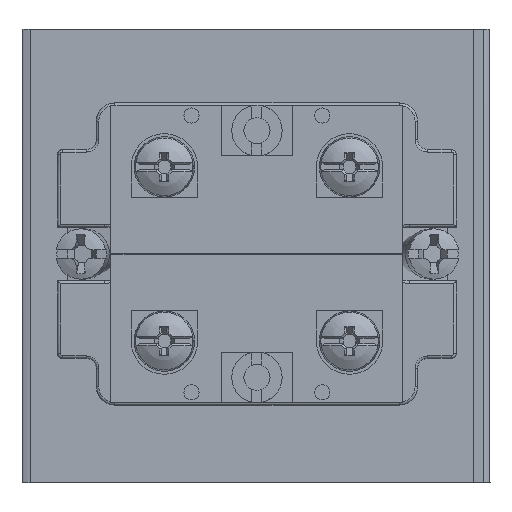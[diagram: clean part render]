
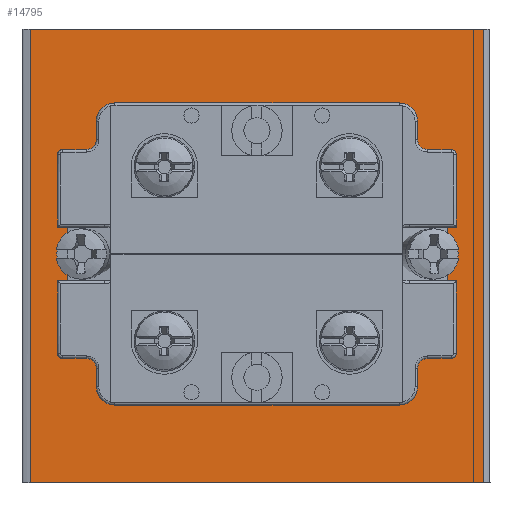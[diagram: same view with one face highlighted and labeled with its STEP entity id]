
A CAD part, left-side view. The second image highlights one B-rep face of the part: STEP entity #14795.
In plain terms, the highlighted planar face has unit normal (-1, 0, 0).
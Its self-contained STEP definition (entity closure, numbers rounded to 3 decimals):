
#14623=CARTESIAN_POINT('',(-15.704,-5.225,11.25));
#14624=VERTEX_POINT('',#14623);
#14625=CARTESIAN_POINT('',(-15.704,-5.225,22.5));
#14626=DIRECTION('',(1.0,0.0,0.0));
#14627=DIRECTION('',(0.0,0.0,1.0));
#14628=AXIS2_PLACEMENT_3D('',#14625,#14626,#14627);
#14629=CIRCLE('',#14628,11.25);
#14630=EDGE_CURVE('',#14624,#14624,#14629,.T.);
#14657=CARTESIAN_POINT('',(-15.704,17.275,45.0));
#14658=VERTEX_POINT('',#14657);
#14677=CARTESIAN_POINT('',(-15.704,17.275,0.0));
#14678=VERTEX_POINT('',#14677);
#14687=CARTESIAN_POINT('',(-15.704,17.275,0.0));
#14688=DIRECTION('',(0.0,0.0,1.0));
#14689=VECTOR('',#14688,45.0);
#14690=LINE('',#14687,#14689);
#14691=EDGE_CURVE('',#14678,#14658,#14690,.T.);
#14741=CARTESIAN_POINT('',(-15.704,-27.725,45.0));
#14742=VERTEX_POINT('',#14741);
#14751=CARTESIAN_POINT('',(-15.704,-27.725,0.0));
#14752=VERTEX_POINT('',#14751);
#14753=CARTESIAN_POINT('',(-15.704,-27.725,0.0));
#14754=DIRECTION('',(0.0,0.0,1.0));
#14755=VECTOR('',#14754,45.0);
#14756=LINE('',#14753,#14755);
#14757=EDGE_CURVE('',#14752,#14742,#14756,.T.);
#14771=CARTESIAN_POINT('',(-15.704,-27.725,0.0));
#14772=DIRECTION('',(-1.0,0.0,0.0));
#14773=DIRECTION('',(0.0,0.0,1.0));
#14774=AXIS2_PLACEMENT_3D('',#14771,#14772,#14773);
#14775=PLANE('',#14774);
#14776=CARTESIAN_POINT('',(-15.704,-27.725,45.0));
#14777=DIRECTION('',(0.0,1.0,0.0));
#14778=VECTOR('',#14777,45.0);
#14779=LINE('',#14776,#14778);
#14780=EDGE_CURVE('',#14742,#14658,#14779,.T.);
#14781=ORIENTED_EDGE('',*,*,#14780,.T.);
#14782=ORIENTED_EDGE('',*,*,#14691,.F.);
#14783=CARTESIAN_POINT('',(-15.704,17.275,0.0));
#14784=DIRECTION('',(0.0,-1.0,0.0));
#14785=VECTOR('',#14784,45.0);
#14786=LINE('',#14783,#14785);
#14787=EDGE_CURVE('',#14678,#14752,#14786,.T.);
#14788=ORIENTED_EDGE('',*,*,#14787,.T.);
#14789=ORIENTED_EDGE('',*,*,#14757,.T.);
#14790=EDGE_LOOP('',(#14781,#14782,#14788,#14789));
#14791=FACE_OUTER_BOUND('',#14790,.T.);
#14792=ORIENTED_EDGE('',*,*,#14630,.T.);
#14793=EDGE_LOOP('',(#14792));
#14794=FACE_BOUND('',#14793,.T.);
#14795=ADVANCED_FACE('',(#14791,#14794),#14775,.T.);
